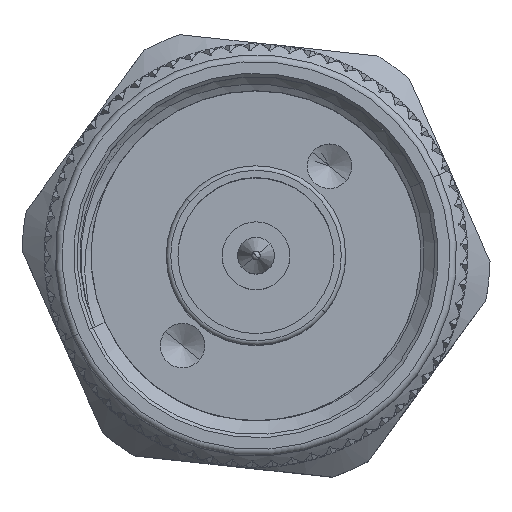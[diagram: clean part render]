
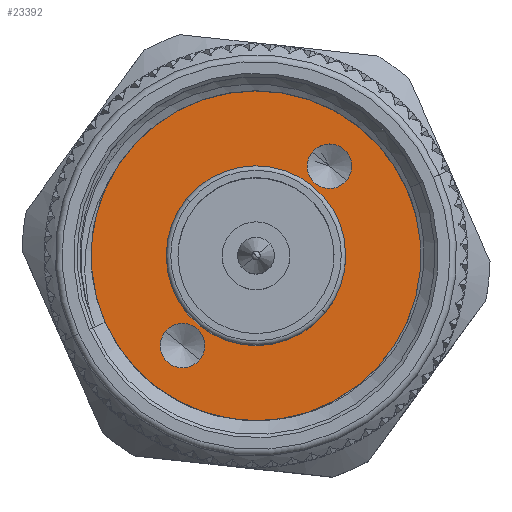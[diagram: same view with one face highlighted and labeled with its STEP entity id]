
A CAD part, top view. The second image highlights one B-rep face of the part: STEP entity #23392.
In plain terms, the highlighted planar face has unit normal (0, 0, 1).
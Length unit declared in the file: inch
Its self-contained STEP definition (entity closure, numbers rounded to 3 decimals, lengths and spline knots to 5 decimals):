
#2576 = AXIS2_PLACEMENT_3D ( 'NONE', #107467, #31651, #13014 ) ;
#5542 = DIRECTION ( 'NONE',  ( 0., 0., 1. ) ) ;
#10850 = DIRECTION ( 'NONE',  ( 0., 0., -1. ) ) ;
#11029 = EDGE_LOOP ( 'NONE', ( #18714, #135142 ) ) ;
#11130 = ORIENTED_EDGE ( 'NONE', *, *, #83058, .F. ) ;
#11192 = VERTEX_POINT ( 'NONE', #119735 ) ;
#12018 = ORIENTED_EDGE ( 'NONE', *, *, #56833, .F. ) ;
#12830 = CARTESIAN_POINT ( 'NONE',  ( -0.00032, -0.00938, 0.95261 ) ) ;
#13014 = DIRECTION ( 'NONE',  ( 0.774, -0.634, 0. ) ) ;
#17510 = EDGE_CURVE ( 'NONE', #45562, #73643, #28220, .T. ) ;
#17600 = VERTEX_POINT ( 'NONE', #101301 ) ;
#17862 = ORIENTED_EDGE ( 'NONE', *, *, #26993, .F. ) ;
#18212 = DIRECTION ( 'NONE',  ( 0., 0., 1. ) ) ;
#18714 = ORIENTED_EDGE ( 'NONE', *, *, #20511, .T. ) ;
#20511 = EDGE_CURVE ( 'NONE', #73643, #45562, #62041, .T. ) ;
#21952 = ORIENTED_EDGE ( 'NONE', *, *, #134900, .F. ) ;
#22394 = VERTEX_POINT ( 'NONE', #122327 ) ;
#23392 = ADVANCED_FACE ( 'NONE', ( #70212, #49470, #59112, #124657 ), #30285, .T. ) ;
#23712 = CIRCLE ( 'NONE', #100793, 0.03937 ) ;
#26993 = EDGE_CURVE ( 'NONE', #17600, #22394, #86696, .T. ) ;
#28220 = CIRCLE ( 'NONE', #30455, 0.31102 ) ;
#30285 = PLANE ( 'NONE',  #2576 ) ;
#30455 = AXIS2_PLACEMENT_3D ( 'NONE', #117817, #107529, #77110 ) ;
#30918 = DIRECTION ( 'NONE',  ( 0., 0., -1. ) ) ;
#31356 = CARTESIAN_POINT ( 'NONE',  ( 0.12225, -0.1098, 0.95261 ) ) ;
#31651 = DIRECTION ( 'NONE',  ( 0., 0., 1. ) ) ;
#34520 = CARTESIAN_POINT ( 'NONE',  ( 0.24026, -0.20649, 0.95261 ) ) ;
#35837 = EDGE_LOOP ( 'NONE', ( #17862, #12018 ) ) ;
#36518 = DIRECTION ( 'NONE',  ( 0.774, -0.634, 0. ) ) ;
#37201 = EDGE_CURVE ( 'NONE', #114770, #11192, #23712, .T. ) ;
#38121 = AXIS2_PLACEMENT_3D ( 'NONE', #72149, #63768, #73527 ) ;
#43748 = CARTESIAN_POINT ( 'NONE',  ( -0.13007, -0.16774, 0.95261 ) ) ;
#45562 = VERTEX_POINT ( 'NONE', #34520 ) ;
#46803 = DIRECTION ( 'NONE',  ( 0.774, -0.634, 0. ) ) ;
#49470 = FACE_BOUND ( 'NONE', #35837, .T. ) ;
#56833 = EDGE_CURVE ( 'NONE', #22394, #17600, #101699, .T. ) ;
#57407 = CARTESIAN_POINT ( 'NONE',  ( -0.24091, 0.18774, 0.95261 ) ) ;
#57817 = CIRCLE ( 'NONE', #134856, 0.03937 ) ;
#57906 = CIRCLE ( 'NONE', #134956, 0.15846 ) ;
#59103 = CARTESIAN_POINT ( 'NONE',  ( -0.1229, 0.09105, 0.95261 ) ) ;
#59112 = FACE_BOUND ( 'NONE', #102110, .T. ) ;
#61921 = AXIS2_PLACEMENT_3D ( 'NONE', #68150, #5542, #36518 ) ;
#62041 = CIRCLE ( 'NONE', #79754, 0.31102 ) ;
#63768 = DIRECTION ( 'NONE',  ( 0., 0., 1. ) ) ;
#65239 = DIRECTION ( 'NONE',  ( 0.774, -0.634, 0. ) ) ;
#68150 = CARTESIAN_POINT ( 'NONE',  ( 0.12942, 0.14899, 0.95261 ) ) ;
#69134 = CARTESIAN_POINT ( 'NONE',  ( 0.12942, 0.14899, 0.95261 ) ) ;
#70212 = FACE_BOUND ( 'NONE', #91504, .T. ) ;
#72149 = CARTESIAN_POINT ( 'NONE',  ( -0.00032, -0.00938, 0.95261 ) ) ;
#73527 = DIRECTION ( 'NONE',  ( 0.774, -0.634, 0. ) ) ;
#73643 = VERTEX_POINT ( 'NONE', #57407 ) ;
#77110 = DIRECTION ( 'NONE',  ( 0.774, -0.634, 0. ) ) ;
#77824 = CARTESIAN_POINT ( 'NONE',  ( -0.09962, -0.19269, 0.95261 ) ) ;
#79754 = AXIS2_PLACEMENT_3D ( 'NONE', #12830, #116191, #97648 ) ;
#79971 = CIRCLE ( 'NONE', #38121, 0.15846 ) ;
#83058 = EDGE_CURVE ( 'NONE', #99026, #121315, #57906, .T. ) ;
#86696 = CIRCLE ( 'NONE', #88864, 0.03937 ) ;
#88864 = AXIS2_PLACEMENT_3D ( 'NONE', #69134, #18212, #111283 ) ;
#91504 = EDGE_LOOP ( 'NONE', ( #126953, #101061 ) ) ;
#94962 = DIRECTION ( 'NONE',  ( 0.774, -0.634, 0. ) ) ;
#97648 = DIRECTION ( 'NONE',  ( 0.774, -0.634, 0. ) ) ;
#99026 = VERTEX_POINT ( 'NONE', #31356 ) ;
#99436 = CARTESIAN_POINT ( 'NONE',  ( -0.00032, -0.00938, 0.95261 ) ) ;
#100793 = AXIS2_PLACEMENT_3D ( 'NONE', #43748, #10850, #94962 ) ;
#101061 = ORIENTED_EDGE ( 'NONE', *, *, #101185, .T. ) ;
#101185 = EDGE_CURVE ( 'NONE', #11192, #114770, #57817, .T. ) ;
#101301 = CARTESIAN_POINT ( 'NONE',  ( 0.15988, 0.12403, 0.95261 ) ) ;
#101699 = CIRCLE ( 'NONE', #61921, 0.03937 ) ;
#102110 = EDGE_LOOP ( 'NONE', ( #11130, #21952 ) ) ;
#107467 = CARTESIAN_POINT ( 'NONE',  ( -0.00032, -0.00938, 0.95261 ) ) ;
#107529 = DIRECTION ( 'NONE',  ( 0., 0., 1. ) ) ;
#111283 = DIRECTION ( 'NONE',  ( 0.774, -0.634, 0. ) ) ;
#114770 = VERTEX_POINT ( 'NONE', #77824 ) ;
#116191 = DIRECTION ( 'NONE',  ( 0., 0., 1. ) ) ;
#117817 = CARTESIAN_POINT ( 'NONE',  ( -0.00032, -0.00938, 0.95261 ) ) ;
#119735 = CARTESIAN_POINT ( 'NONE',  ( -0.16052, -0.14278, 0.95261 ) ) ;
#121315 = VERTEX_POINT ( 'NONE', #59103 ) ;
#121337 = DIRECTION ( 'NONE',  ( 0., 0., 1. ) ) ;
#122327 = CARTESIAN_POINT ( 'NONE',  ( 0.09897, 0.17394, 0.95261 ) ) ;
#124657 = FACE_OUTER_BOUND ( 'NONE', #11029, .T. ) ;
#126953 = ORIENTED_EDGE ( 'NONE', *, *, #37201, .T. ) ;
#134856 = AXIS2_PLACEMENT_3D ( 'NONE', #136205, #30918, #65239 ) ;
#134900 = EDGE_CURVE ( 'NONE', #121315, #99026, #79971, .T. ) ;
#134956 = AXIS2_PLACEMENT_3D ( 'NONE', #99436, #121337, #46803 ) ;
#135142 = ORIENTED_EDGE ( 'NONE', *, *, #17510, .T. ) ;
#136205 = CARTESIAN_POINT ( 'NONE',  ( -0.13007, -0.16774, 0.95261 ) ) ;
